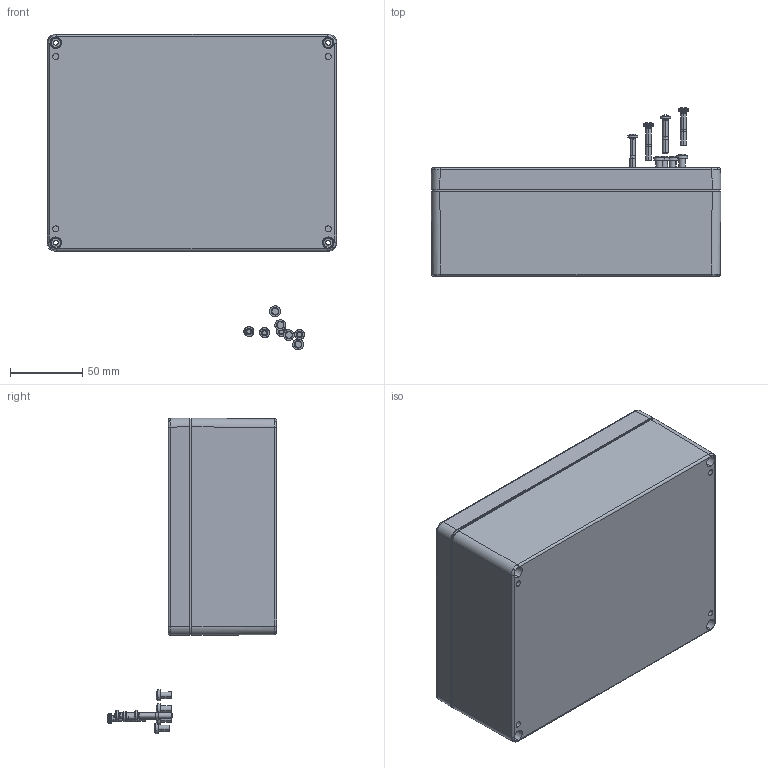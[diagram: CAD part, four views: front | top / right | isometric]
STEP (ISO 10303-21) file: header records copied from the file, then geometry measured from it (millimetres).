
FILE_DESCRIPTION (( 'STEP AP214' ), '1' );
FILE_NAME ('33152008.STEP', '2008-10-01T12:40:16', ( ' ' ), ( '' ), 'SwSTEP 2.0', 'SolidWorks 2008', '' );
FILE_SCHEMA (( 'AUTOMOTIVE_DESIGN' ));
Length unit declared in the file: millimetre
Products named in the file (9): 33152008; 51005_Standard; 82003_Standard; 31090-Einpressbuchse_Standard; 31845_Standard; 34845_Standard; 93214_WN1442 D4,5x7,8; 5200.009.0_Standard
Assembly tree (17 placements, depth 3):
  33152008
    82003_Standard
    34845_Standard
    31845_Standard
      31845_Standard
      31090-Einpressbuchse_Standard  x4
    51005_Standard
      93214_WN1442 D4,5x7,8  x4
      5200.009.0_Standard  x4
Bounding box: 200 x 116.89 x 217.99 mm (x, y, z)
Volume: 363430.5 mm3; surface area: 242128.6 mm2
Topology: 15 solids, 15 shells, 1509 faces, 3656 edges, 2231 vertices
Faces by surface type: plane 599, bspline 260, cylinder 234, cone 225, torus 183, sphere 8
Entity records: 41140 total; most frequent: CARTESIAN_POINT 17802, ORIENTED_EDGE 5068, DIRECTION 4542, EDGE_CURVE 2534, AXIS2_PLACEMENT_3D 1781, VERTEX_POINT 1517, EDGE_LOOP 1163, ADVANCED_FACE 1083
